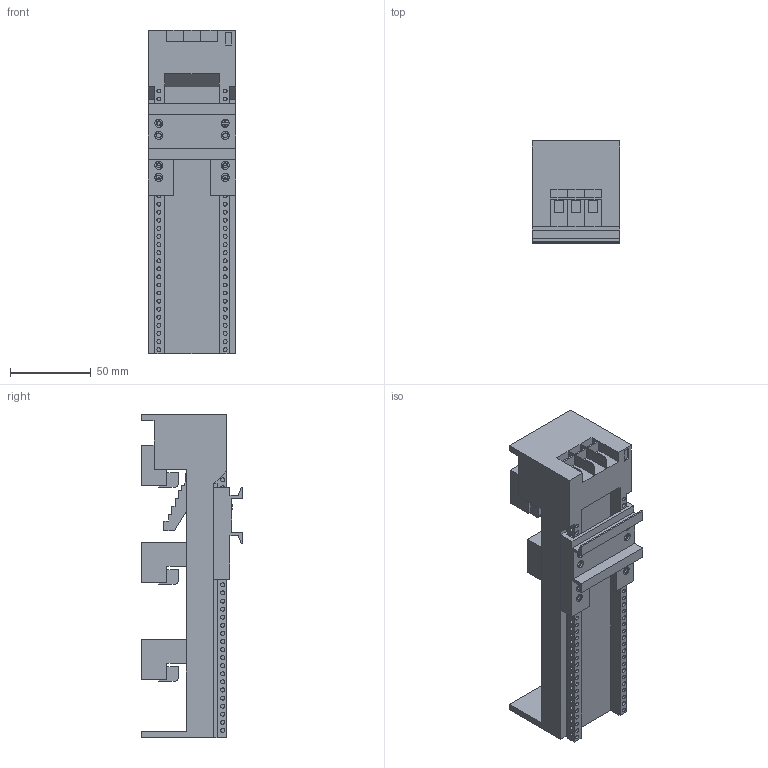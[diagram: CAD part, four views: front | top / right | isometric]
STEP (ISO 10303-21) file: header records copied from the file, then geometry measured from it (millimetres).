
FILE_DESCRIPTION(/* description */ ('STEP AP214'),/* implementation_level */ '2;1');
FILE_NAME(/* name */ '32466',/* time_stamp */ '2023-10-09T11:38:02+02:00',/* author */ ('License CC BY-ND 4.0'),/* organization */ ('CADENAS'),/* preprocessor_version */ 'ST-DEVELOPER v19.3',/* originating_system */ 'PARTsolutions',/* authorisation */ ' ');
FILE_SCHEMA (('AUTOMOTIVE_DESIGN {1 0 10303 214 3 1 1}'));
Length unit declared in the file: millimetre
Products named in the file (4): 32466; 80034CrossBoardScrew; 32948b; Basis54x200K
Assembly tree (3 placements, depth 2):
  32466
    80034CrossBoardScrew
    32948b
    Basis54x200K
Bounding box: 54 x 63 x 200 mm (x, y, z)
Volume: 281370.4 mm3; surface area: 73748.5 mm2
Topology: 3 solids, 3 shells, 496 faces, 1094 edges, 752 vertices
Faces by surface type: plane 327, cylinder 166, sphere 2, torus 1
Full cylindrical faces by diameter (mm): 2.4 x66, 2.5 x65, 3 x11, 5 x9
Entity records: 16653 total; most frequent: CARTESIAN_POINT 2832, DIRECTION 2199, ORIENTED_EDGE 1858, EDGE_LOOP 946, FACE_BOUND 946, EDGE_CURVE 929, AXIS2_PLACEMENT_3D 842, VERTEX_POINT 739
